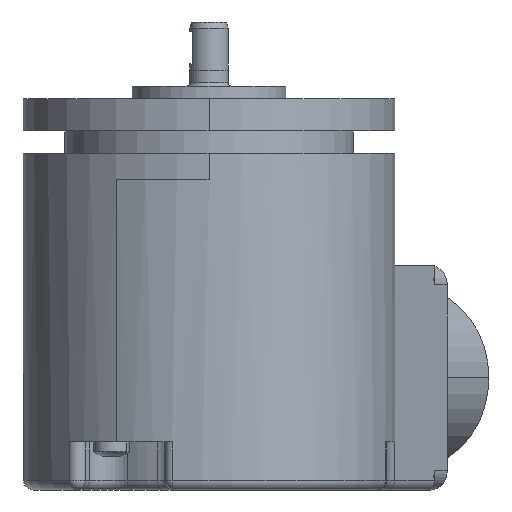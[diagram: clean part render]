
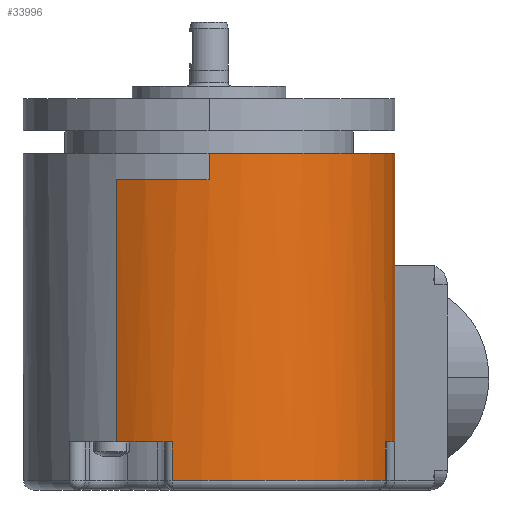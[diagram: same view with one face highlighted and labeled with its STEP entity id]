
A CAD part, left-side view. The second image highlights one B-rep face of the part: STEP entity #33996.
In plain terms, the highlighted cylindrical face has radius 29 mm (diameter 58 mm), a partial arc.
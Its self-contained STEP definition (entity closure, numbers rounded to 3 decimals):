
#3997=CARTESIAN_POINT('',(0.,0.,12.4));
#3998=DIRECTION('',(0.,0.,1.));
#3999=DIRECTION('',(-0.866,0.5,0.));
#4000=AXIS2_PLACEMENT_3D('',#3997,#3998,#3999);
#4002=DIRECTION('',(0.,0.,1.));
#4003=VECTOR('',#4002,4.1);
#4004=CARTESIAN_POINT('',(29.,0.,12.4));
#4005=LINE('',#4004,#4003);
#4093=CARTESIAN_POINT('',(0.,0.,12.4));
#4094=DIRECTION('',(0.,0.,1.));
#4095=DIRECTION('',(0.866,-0.5,0.));
#4096=AXIS2_PLACEMENT_3D('',#4093,#4094,#4095);
#4098=DIRECTION('',(0.,0.,-1.));
#4099=VECTOR('',#4098,13.4);
#4100=CARTESIAN_POINT('',(25.115,-14.5,12.4));
#4101=LINE('',#4100,#4099);
#4102=DIRECTION('',(0.,0.,-1.));
#4103=VECTOR('',#4102,40.9);
#4104=CARTESIAN_POINT('',(-25.115,14.5,12.4));
#4105=LINE('',#4104,#4103);
#4106=DIRECTION('',(0.,0.,1.));
#4107=VECTOR('',#4106,4.1);
#4108=CARTESIAN_POINT('',(-29.,0.,12.4));
#4109=LINE('',#4108,#4107);
#4110=CARTESIAN_POINT('',(0.,0.,16.5));
#4111=DIRECTION('',(0.,0.,1.));
#4112=DIRECTION('',(-1.,0.,0.));
#4113=AXIS2_PLACEMENT_3D('',#4110,#4111,#4112);
#4131=CARTESIAN_POINT('',(0.,0.,-1.));
#4132=DIRECTION('',(0.,0.,1.));
#4133=DIRECTION('',(0.262,-0.965,0.));
#4134=AXIS2_PLACEMENT_3D('',#4131,#4132,#4133);
#8724=DIRECTION('',(0.,0.,1.));
#8725=VECTOR('',#8724,27.5);
#8726=CARTESIAN_POINT('',(7.584,-27.991,-28.5));
#8727=LINE('',#8726,#8725);
#8831=DIRECTION('',(0.,0.,-1.));
#8832=VECTOR('',#8831,6.);
#8833=CARTESIAN_POINT('',(-9.241,-27.488,-28.5));
#8834=LINE('',#8833,#8832);
#8849=CARTESIAN_POINT('',(0.,0.,-34.5));
#8850=DIRECTION('',(0.,0.,-1.));
#8851=DIRECTION('',(-0.319,-0.948,0.));
#8852=AXIS2_PLACEMENT_3D('',#8849,#8850,#8851);
#8883=DIRECTION('',(0.,0.,1.));
#8884=VECTOR('',#8883,6.);
#8885=CARTESIAN_POINT('',(-28.426,5.741,-34.5));
#8886=LINE('',#8885,#8884);
#18813=CARTESIAN_POINT('',(0.,0.,-28.5));
#18814=DIRECTION('',(0.,0.,1.));
#18815=DIRECTION('',(-0.319,-0.948,0.));
#18816=AXIS2_PLACEMENT_3D('',#18813,#18814,#18815);
#19313=CARTESIAN_POINT('',(0.,0.,-28.5));
#19314=DIRECTION('',(0.,0.,1.));
#19315=DIRECTION('',(-0.866,0.5,0.));
#19316=AXIS2_PLACEMENT_3D('',#19313,#19314,#19315);
#26895=CARTESIAN_POINT('',(29.,0.,16.5));
#26896=CARTESIAN_POINT('',(-29.,0.,16.5));
#26897=VERTEX_POINT('',#26895);
#26898=VERTEX_POINT('',#26896);
#27777=CARTESIAN_POINT('',(7.584,-27.991,-1.));
#27778=VERTEX_POINT('',#27777);
#27779=CARTESIAN_POINT('',(25.115,-14.5,-1.));
#27780=VERTEX_POINT('',#27779);
#27813=CARTESIAN_POINT('',(7.584,-27.991,-28.5));
#27815=VERTEX_POINT('',#27813);
#27826=CARTESIAN_POINT('',(-9.241,-27.488,-28.5));
#27827=VERTEX_POINT('',#27826);
#27828=CARTESIAN_POINT('',(-28.426,5.741,-28.5));
#27829=VERTEX_POINT('',#27828);
#27834=CARTESIAN_POINT('',(-25.115,14.5,-28.5));
#27835=VERTEX_POINT('',#27834);
#27898=CARTESIAN_POINT('',(-9.241,-27.488,-34.5));
#27899=CARTESIAN_POINT('',(-28.426,5.741,-34.5));
#27900=VERTEX_POINT('',#27898);
#27901=VERTEX_POINT('',#27899);
#27936=CARTESIAN_POINT('',(-25.115,14.5,12.4));
#27937=CARTESIAN_POINT('',(-29.,0.,12.4));
#27938=VERTEX_POINT('',#27936);
#27939=VERTEX_POINT('',#27937);
#27940=CARTESIAN_POINT('',(25.115,-14.5,12.4));
#27941=CARTESIAN_POINT('',(29.,0.,12.4));
#27942=VERTEX_POINT('',#27940);
#27943=VERTEX_POINT('',#27941);
#33967=CARTESIAN_POINT('',(0.,0.,0.));
#33968=DIRECTION('',(0.,0.,1.));
#33969=DIRECTION('',(1.,0.,0.));
#33970=AXIS2_PLACEMENT_3D('',#33967,#33968,#33969);
#33971=CYLINDRICAL_SURFACE('',#33970,29.);
#33972=ORIENTED_EDGE('',*,*,#33939,.F.);
#33973=ORIENTED_EDGE('',*,*,#33937,.T.);
#33975=ORIENTED_EDGE('',*,*,#33974,.F.);
#33977=ORIENTED_EDGE('',*,*,#33976,.F.);
#33979=ORIENTED_EDGE('',*,*,#33978,.F.);
#33981=ORIENTED_EDGE('',*,*,#33980,.T.);
#33983=ORIENTED_EDGE('',*,*,#33982,.T.);
#33985=ORIENTED_EDGE('',*,*,#33984,.T.);
#33987=ORIENTED_EDGE('',*,*,#33986,.F.);
#33988=ORIENTED_EDGE('',*,*,#33921,.F.);
#33989=ORIENTED_EDGE('',*,*,#33919,.T.);
#33990=ORIENTED_EDGE('',*,*,#33945,.T.);
#33992=ORIENTED_EDGE('',*,*,#33991,.T.);
#33993=ORIENTED_EDGE('',*,*,#33941,.F.);
#33994=EDGE_LOOP('',(#33972,#33973,#33975,#33977,#33979,#33981,#33983,#33985,
#33987,#33988,#33989,#33990,#33992,#33993));
#33995=FACE_OUTER_BOUND('',#33994,.F.);
#4001=CIRCLE('',#4000,29.);
#4097=CIRCLE('',#4096,29.);
#4114=CIRCLE('',#4113,29.);
#4135=CIRCLE('',#4134,29.);
#8853=CIRCLE('',#8852,29.);
#18817=CIRCLE('',#18816,29.);
#19317=CIRCLE('',#19316,29.);
#33919=EDGE_CURVE('',#27938,#27939,#4001,.T.);
#33921=EDGE_CURVE('',#27938,#27835,#4105,.T.);
#33937=EDGE_CURVE('',#27942,#27780,#4101,.T.);
#33939=EDGE_CURVE('',#27942,#27943,#4097,.T.);
#33941=EDGE_CURVE('',#27943,#26897,#4005,.T.);
#33945=EDGE_CURVE('',#27939,#26898,#4109,.T.);
#33974=EDGE_CURVE('',#27778,#27780,#4135,.T.);
#33976=EDGE_CURVE('',#27815,#27778,#8727,.T.);
#33978=EDGE_CURVE('',#27827,#27815,#18817,.T.);
#33980=EDGE_CURVE('',#27827,#27900,#8834,.T.);
#33982=EDGE_CURVE('',#27900,#27901,#8853,.T.);
#33984=EDGE_CURVE('',#27901,#27829,#8886,.T.);
#33986=EDGE_CURVE('',#27835,#27829,#19317,.T.);
#33991=EDGE_CURVE('',#26898,#26897,#4114,.T.);
#33996=ADVANCED_FACE('',(#33995),#33971,.T.);
